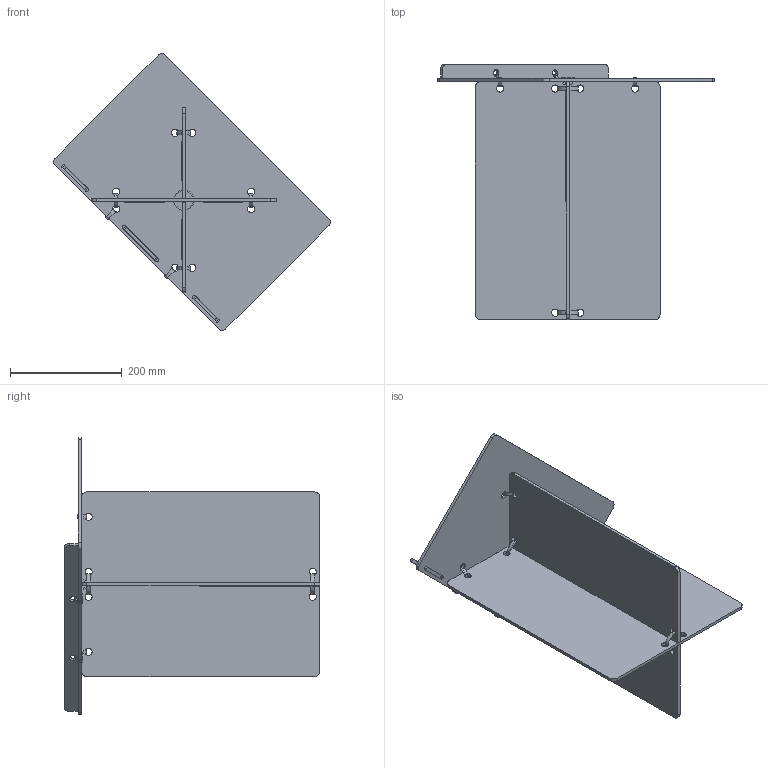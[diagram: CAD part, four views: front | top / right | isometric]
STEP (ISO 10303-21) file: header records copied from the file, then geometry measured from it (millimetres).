
FILE_DESCRIPTION (( 'STEP AP214' ), '1' );
FILE_NAME ('am-4998 FTC Driver Station Table.STEP', '2023-08-17T13:43:38', ( '' ), ( '' ), 'SwSTEP 2.0', 'SolidWorks 2022', '' );
FILE_SCHEMA (( 'AUTOMOTIVE_DESIGN' ));
Length unit declared in the file: inch
Products named in the file (8): am-4998_wall FTC Driver Station Wall; Wall Zip Tie; Top Zip Tie; am-4998_shelf Trimmed FTC Driver Station Table Shelf; am-4998 FTC Driver Station Table; Leg Zip Tie; am-4998_leg_A FTC Driver Station Table Leg A; am-4998_leg_B FTC Driver Station Table Leg B
Assembly tree (12 placements, depth 2):
  am-4998 FTC Driver Station Table
    am-4998_leg_A FTC Driver Station Table Leg A
    am-4998_leg_B FTC Driver Station Table Leg B
    am-4998_shelf Trimmed FTC Driver Station Table Shelf
    am-4998_wall FTC Driver Station Wall
    Top Zip Tie  x4
    Leg Zip Tie  x2
    Wall Zip Tie  x2
Bounding box: 494.93 x 457.2 x 494.93 mm (x, y, z)
Volume: 2274918.7 mm3; surface area: 867099.6 mm2
Topology: 12 solids, 12 shells, 492 faces, 1168 edges, 684 vertices
Faces by surface type: cylinder 288, plane 200, bspline 4
Entity records: 9543 total; most frequent: DIRECTION 1703, CARTESIAN_POINT 1621, ORIENTED_EDGE 1508, EDGE_CURVE 754, AXIS2_PLACEMENT_3D 643, VERTEX_POINT 469, VECTOR 417, LINE 417
